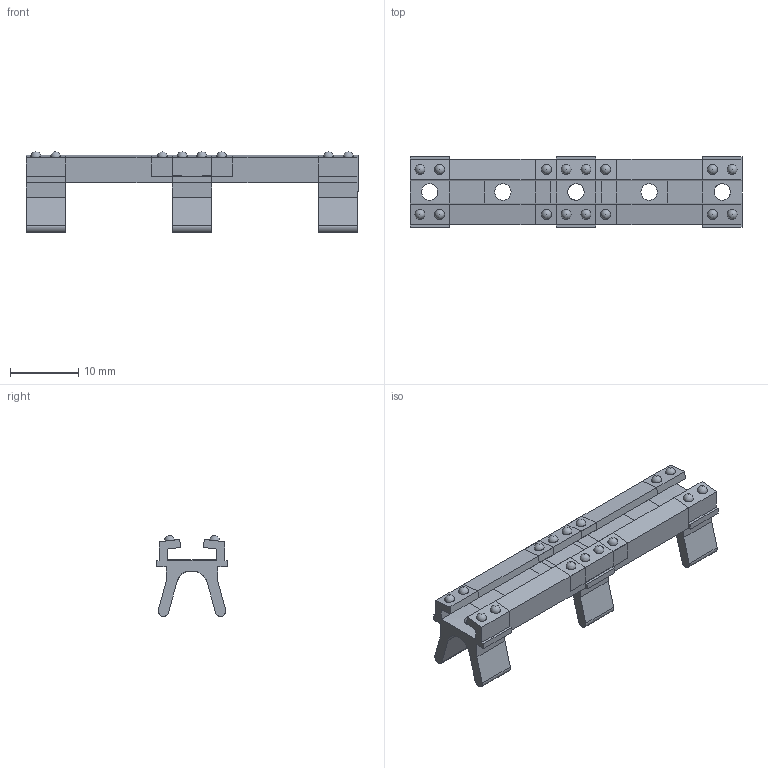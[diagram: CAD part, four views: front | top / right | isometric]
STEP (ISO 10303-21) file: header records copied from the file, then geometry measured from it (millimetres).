
FILE_DESCRIPTION(/* description */ (''),/* implementation_level */ '2;1');
FILE_NAME(/* name */ 'Rail Clip - Triple with Mounting Holes.step',/* time_stamp */ '2023-01-15T17:16:44-08:00',/* author */ (''),/* organization */ (''),/* preprocessor_version */ 'ST-DEVELOPER v19.2',/* originating_system */ 'Autodesk Translation Framework v11.17.0.187',/* authorisation */ '');
FILE_SCHEMA (('AUTOMOTIVE_DESIGN { 1 0 10303 214 3 1 1 }'));
Length unit declared in the file: millimetre
Products named in the file (4): Isolator Assembly; Rail Clip - Extended v6; Rail Clip v5; Rail Clip v5 (1)
Assembly tree (3 placements, depth 2):
  Isolator Assembly
    Rail Clip - Extended v6
    Rail Clip v5
    Rail Clip v5 (1)
Bounding box: 48.8 x 10.4 x 11.86 mm (x, y, z)
Volume: 1496.7 mm3; surface area: 3160.6 mm2
Topology: 5 solids, 5 shells, 178 faces, 490 edges, 322 vertices
Faces by surface type: plane 124, cylinder 22, bspline 16, sphere 16
Full cylindrical faces by diameter (mm): 2.4 x7, 4.4 x3
Entity records: 6835 total; most frequent: CARTESIAN_POINT 2369, ORIENTED_EDGE 948, DIRECTION 836, EDGE_CURVE 474, LINE 360, VECTOR 360, VERTEX_POINT 322, AXIS2_PLACEMENT_3D 238
